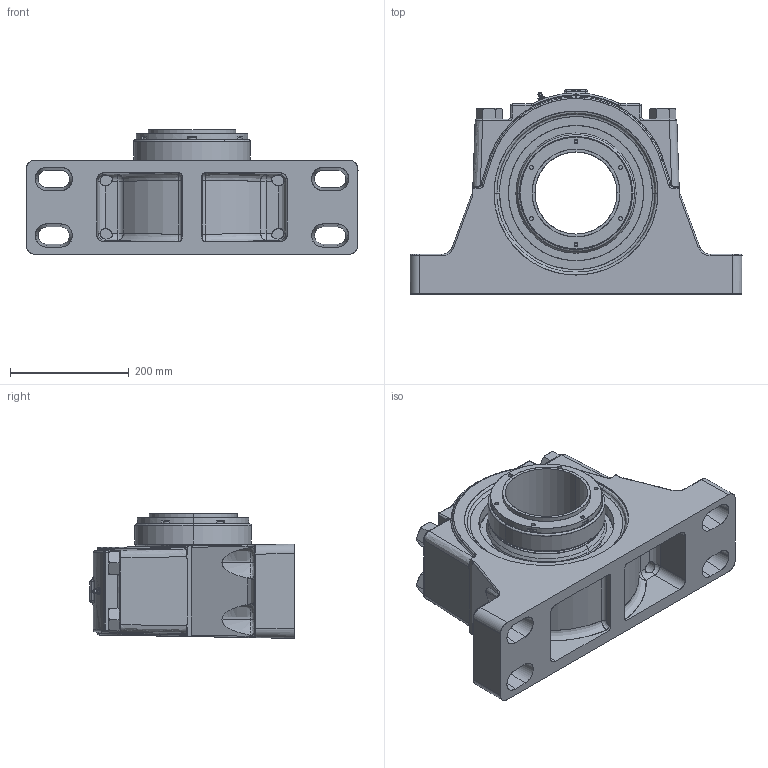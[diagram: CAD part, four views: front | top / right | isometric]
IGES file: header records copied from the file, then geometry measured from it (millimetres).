
Start section: SolidWorks IGES file using analytic representation for surfaces
Global section: file name: USDEFAU11141117181743.igs; native system: SolidWorks 2014; preprocessor: SolidWorks 2014; author: partstream; date: 131114.111727; units: inch
Bounding box: 558.8 x 343.66 x 210.06 mm (x, y, z)
Surface area: 1162836.9 mm2 (no closed solid volume)
Topology: 0 solids, 0 shells, 876 faces, 15090 edges, 15080 vertices
Faces by surface type: bspline 479, revolution 397
